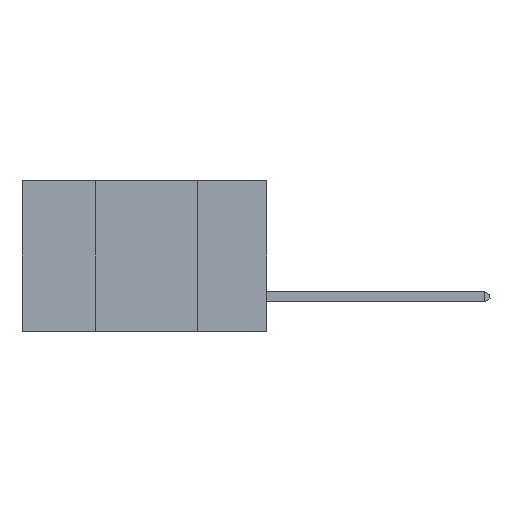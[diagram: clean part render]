
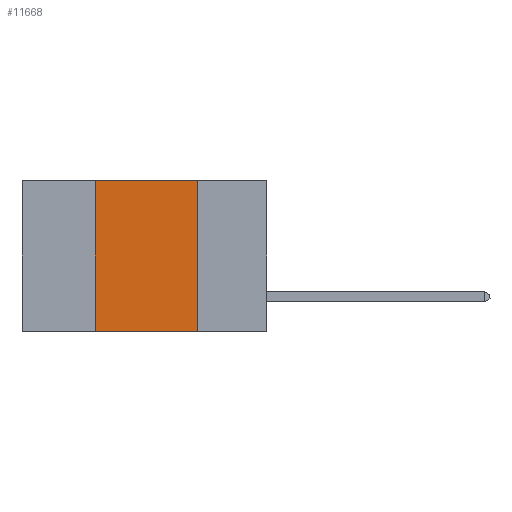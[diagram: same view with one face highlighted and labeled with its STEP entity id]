
A CAD part, left-side view. The second image highlights one B-rep face of the part: STEP entity #11668.
In plain terms, the highlighted planar face has unit normal (-1, 0, 0).
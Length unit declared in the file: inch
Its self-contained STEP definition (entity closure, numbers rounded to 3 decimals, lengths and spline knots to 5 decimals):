
#1325 = VERTEX_POINT ( 'NONE', #6535 ) ;
#1435 = LINE ( 'NONE', #12297, #4059 ) ;
#1600 = LINE ( 'NONE', #12349, #4207 ) ;
#1697 = EDGE_LOOP ( 'NONE', ( #5957, #3184, #5554, #4646 ) ) ;
#2192 = VERTEX_POINT ( 'NONE', #2587 ) ;
#2345 = CARTESIAN_POINT ( 'NONE',  ( 0., 0.42, 0. ) ) ;
#2587 = CARTESIAN_POINT ( 'NONE',  ( 0., 0.42, 0. ) ) ;
#2803 = CARTESIAN_POINT ( 'NONE',  ( 0., 0.17, 0. ) ) ;
#3184 = ORIENTED_EDGE ( 'NONE', *, *, #9958, .F. ) ;
#3910 = FACE_OUTER_BOUND ( 'NONE', #1697, .T. ) ;
#4059 = VECTOR ( 'NONE', #10455, 39.37008 ) ;
#4207 = VECTOR ( 'NONE', #6630, 39.37008 ) ;
#4503 = PLANE ( 'NONE',  #6105 ) ;
#4646 = ORIENTED_EDGE ( 'NONE', *, *, #9757, .T. ) ;
#4793 = VECTOR ( 'NONE', #8634, 39.37008 ) ;
#5467 = DIRECTION ( 'NONE',  ( 1., 0., 0. ) ) ;
#5554 = ORIENTED_EDGE ( 'NONE', *, *, #5617, .F. ) ;
#5617 = EDGE_CURVE ( 'NONE', #11386, #2192, #7235, .T. ) ;
#5957 = ORIENTED_EDGE ( 'NONE', *, *, #12450, .F. ) ;
#6105 = AXIS2_PLACEMENT_3D ( 'NONE', #10343, #5467, #12181 ) ;
#6535 = CARTESIAN_POINT ( 'NONE',  ( 0., 0.17, -0.37 ) ) ;
#6630 = DIRECTION ( 'NONE',  ( 0., -1., 0. ) ) ;
#6738 = CARTESIAN_POINT ( 'NONE',  ( 0., 0.17, 0. ) ) ;
#7078 = LINE ( 'NONE', #2803, #4793 ) ;
#7235 = LINE ( 'NONE', #2345, #9812 ) ;
#8195 = DIRECTION ( 'NONE',  ( 0., 0., 1. ) ) ;
#8634 = DIRECTION ( 'NONE',  ( 0., 0., -1. ) ) ;
#8737 = VERTEX_POINT ( 'NONE', #6738 ) ;
#9757 = EDGE_CURVE ( 'NONE', #11386, #1325, #1435, .T. ) ;
#9812 = VECTOR ( 'NONE', #8195, 39.37008 ) ;
#9872 = CARTESIAN_POINT ( 'NONE',  ( 0., 0.42, -0.37 ) ) ;
#9958 = EDGE_CURVE ( 'NONE', #2192, #8737, #1600, .T. ) ;
#10343 = CARTESIAN_POINT ( 'NONE',  ( 0., 0.6, 0. ) ) ;
#10455 = DIRECTION ( 'NONE',  ( 0., -1., 0. ) ) ;
#11386 = VERTEX_POINT ( 'NONE', #9872 ) ;
#11668 = ADVANCED_FACE ( 'NONE', ( #3910 ), #4503, .F. ) ;
#12181 = DIRECTION ( 'NONE',  ( 0., 0., -1. ) ) ;
#12297 = CARTESIAN_POINT ( 'NONE',  ( 0., 0.6, -0.37 ) ) ;
#12349 = CARTESIAN_POINT ( 'NONE',  ( 0., 0.6, 0. ) ) ;
#12450 = EDGE_CURVE ( 'NONE', #8737, #1325, #7078, .T. ) ;
